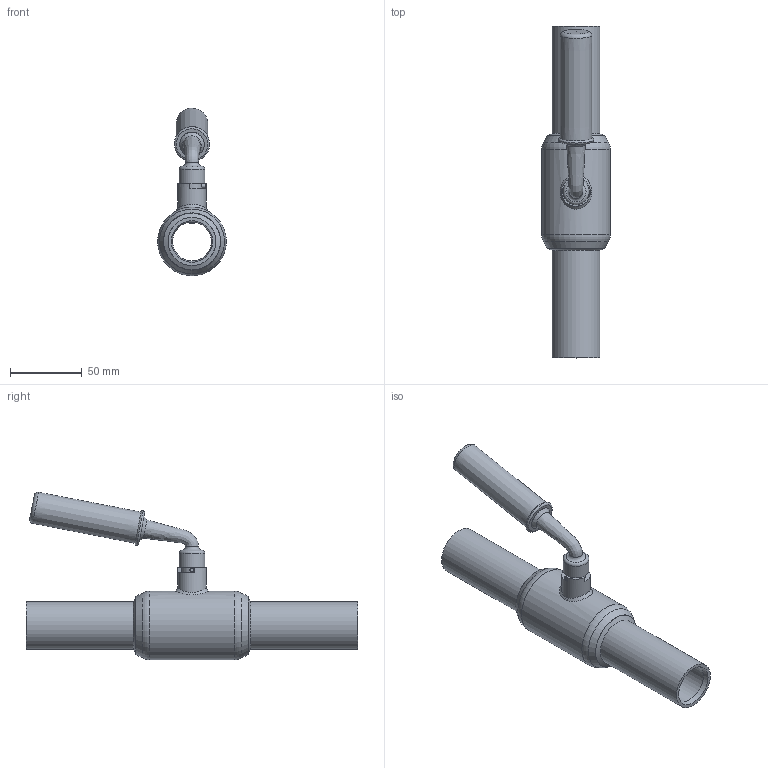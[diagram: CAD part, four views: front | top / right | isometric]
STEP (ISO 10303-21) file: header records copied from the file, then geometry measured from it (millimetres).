
FILE_DESCRIPTION(('TFLEX Exchange Step'),'2;1');
FILE_NAME('065N0110GR1 - Кран шаровой Premium DN25.stp', '2023-09-11T12:13:15+03:00',('RUCO3277'),('Unknown organisation'),'TFLEX Exchange 2022.1','T-FLEX CAD','Unknown authorisation');
FILE_SCHEMA( ('AUTOMOTIVE_DESIGN { 1 0 10303 214 1 1 1 1 }') );
Length unit declared in the file: millimetre
Products named in the file (1): Nodes
Bounding box: 48 x 232 x 117.19 mm (x, y, z)
Volume: 141708.7 mm3; surface area: 87387 mm2
Topology: 11 solids, 11 shells, 121 faces, 269 edges, 168 vertices
Faces by surface type: plane 36, cylinder 30, torus 27, cone 18, bspline 10
Full cylindrical faces by diameter (mm): 3 x4, 7.4 x2, 8 x2, 8.1 x1, 10 x4, 11 x1, 14 x1, 17.2 x2, 18 x1, 20 x1, 20.4 x1, 27.1 x2, 31 x2, 33.5 x2, 41 x1, 48 x1
Entity records: 6588 total; most frequent: CARTESIAN_POINT 3815, DIRECTION 604, ORIENTED_EDGE 528, AXIS2_PLACEMENT_3D 265, EDGE_CURVE 264, VERTEX_POINT 168, CIRCLE 149, EDGE_LOOP 146
